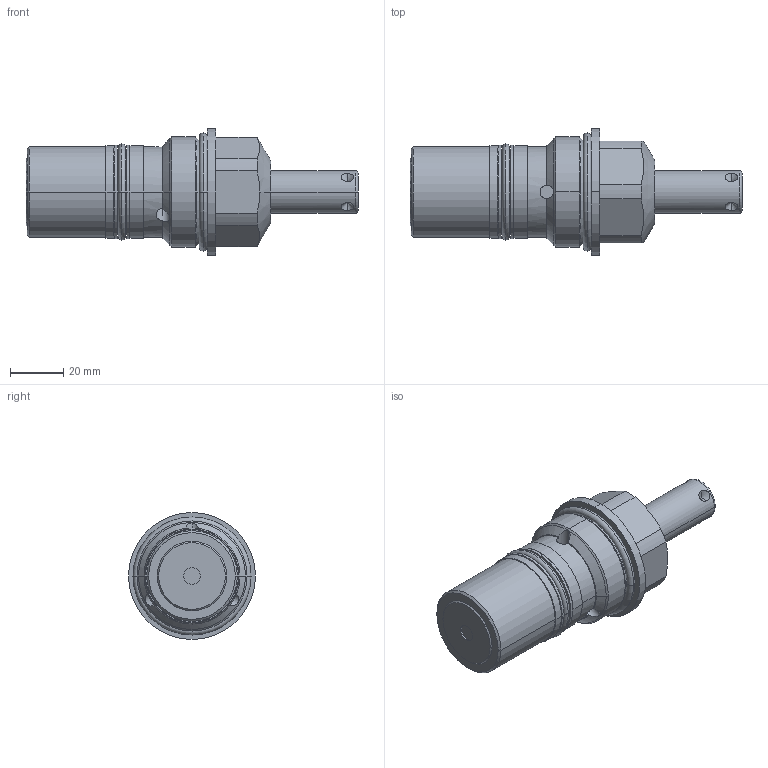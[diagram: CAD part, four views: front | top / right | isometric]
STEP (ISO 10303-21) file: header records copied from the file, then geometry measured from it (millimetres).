
FILE_DESCRIPTION((''),'2;1');
FILE_NAME('ILC25110910','2021-06-02T',('Asawyer'),(''),'PRO/ENGINEER BY PARAMETRIC TECHNOLOGY CORPORATION, 2013320','PRO/ENGINEER BY PARAMETRIC TECHNOLOGY CORPORATION, 2013320','');
FILE_SCHEMA(('CONFIG_CONTROL_DESIGN'));
Length unit declared in the file: inch
Products named in the file (1): ILC25110910
Bounding box: 124.51 x 47.62 x 47.62 mm (x, y, z)
Volume: 102747.7 mm3; surface area: 21370.9 mm2
Topology: 3 solids, 5 shells, 104 faces, 250 edges, 157 vertices
Faces by surface type: cylinder 46, plane 28, cone 20, torus 10
Entity records: 3329 total; most frequent: CARTESIAN_POINT 840, DIRECTION 550, ORIENTED_EDGE 472, EDGE_CURVE 240, AXIS2_PLACEMENT_3D 233, VERTEX_POINT 157, CIRCLE 128, EDGE_LOOP 123
